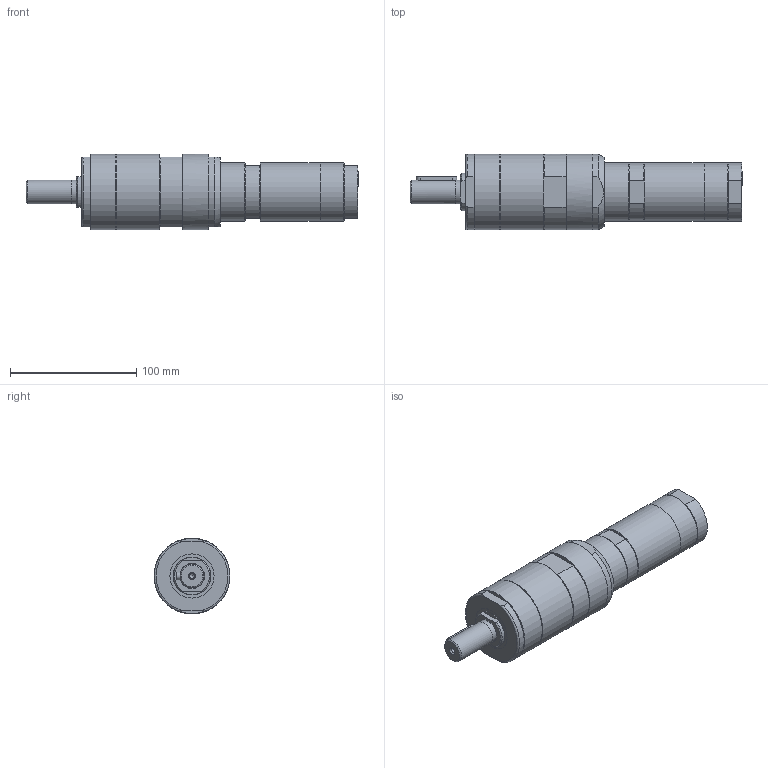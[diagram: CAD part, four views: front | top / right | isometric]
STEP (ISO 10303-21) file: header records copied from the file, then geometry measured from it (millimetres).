
FILE_DESCRIPTION(/* description */ (''),/* implementation_level */ '2;1');
FILE_NAME(/* name */ 'MRD 84-60_60024767.stp',/* time_stamp */ '2018-08-29T16:08:38+02:00',/* author */ ('FLambert'),/* organization */ (''),/* preprocessor_version */ 'ST-DEVELOPER v17',/* originating_system */ 'Autodesk Inventor 2018',/* authorisation */ '');
FILE_SCHEMA (('AUTOMOTIVE_DESIGN { 1 0 10303 214 3 1 1 }'));
Length unit declared in the file: millimetre
Products named in the file (1): MRD 84-60_60024767
Bounding box: 263 x 60 x 60 mm (x, y, z)
Volume: 495847.1 mm3; surface area: 52790.5 mm2
Topology: 1 solids, 6 shells, 239 faces, 609 edges, 403 vertices
Faces by surface type: plane 133, cylinder 55, cone 39, bspline 7, torus 3, sphere 2
Full cylindrical faces by diameter (mm): 1.55 x2, 3.6 x1, 4 x2, 4.134 x1, 5 x1, 5.5 x1, 11.445 x1, 18.631 x1, 18.8 x1, 19 x1, 35 x1, 40 x1, 41.176 x1, 46 x3, 46.5 x1, 53.973 x1, 55.178 x1, 55.376 x1, 57 x1, 60 x3
Entity records: 7735 total; most frequent: CARTESIAN_POINT 1594, DIRECTION 1229, ORIENTED_EDGE 1216, EDGE_CURVE 608, AXIS2_PLACEMENT_3D 460, VERTEX_POINT 403, LINE 309, VECTOR 309
